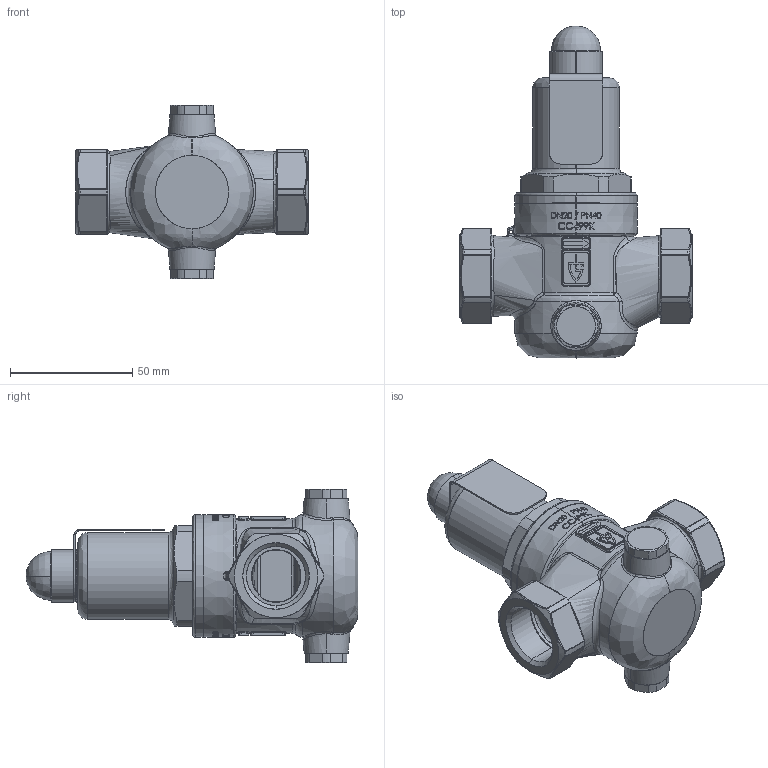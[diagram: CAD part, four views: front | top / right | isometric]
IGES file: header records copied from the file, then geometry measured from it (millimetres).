
Start section: SolidWorks IGES file using analytic representation for surfaces
Global section: file name: 681mGFO-HP-20-f+f-20+20.IGS; native system: SolidWorks 2016; preprocessor: SolidWorks 2016; author: Blankenhorn; date: 160411.094022; units: millimetre
Bounding box: 95 x 135.7 x 71 mm (x, y, z)
Surface area: 58875.4 mm2 (no closed solid volume)
Topology: 0 solids, 0 shells, 1243 faces, 15960 edges, 15929 vertices
Faces by surface type: bspline 801, revolution 442
